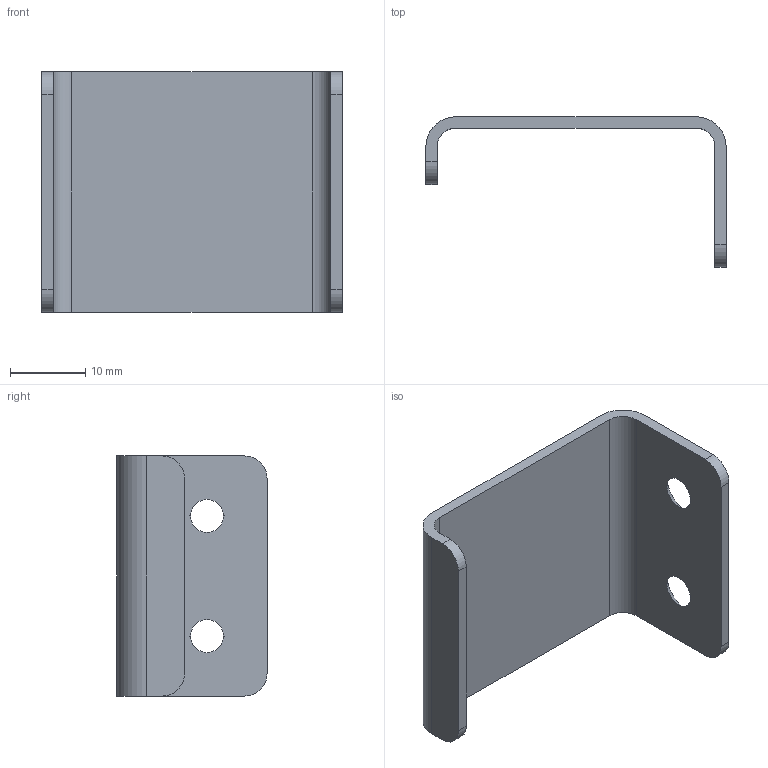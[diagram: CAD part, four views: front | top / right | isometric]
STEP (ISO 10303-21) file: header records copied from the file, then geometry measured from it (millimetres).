
FILE_DESCRIPTION(('Creo Elements/Direct Modeling STEP Export'),'2;1');
FILE_NAME('2372-32.stp','2022-01-27T10:14:23',(''),(''),'Creo Elements/Direct Modeling STEP processor for AP214 (Solid Model)','Creo Elements/Direct Modeling 20.0 12-Nov-2016 (C) Parametric Technology GmbH','');
FILE_SCHEMA(('AUTOMOTIVE_DESIGN { 1 0 10303 214 1 1 1 1 }'));
Length unit declared in the file: millimetre
Products named in the file (1): 2372-32
Bounding box: 40 x 20 x 32 mm (x, y, z)
Volume: 2938.7 mm3; surface area: 4270.1 mm2
Topology: 1 solids, 1 shells, 22 faces, 64 edges, 44 vertices
Faces by surface type: plane 10, cylinder 8, cone 4
Entity records: 738 total; most frequent: ORIENTED_EDGE 128, CARTESIAN_POINT 123, DIRECTION 122, EDGE_CURVE 64, VERTEX_POINT 44, AXIS2_PLACEMENT_3D 43, VECTOR 36, LINE 36
